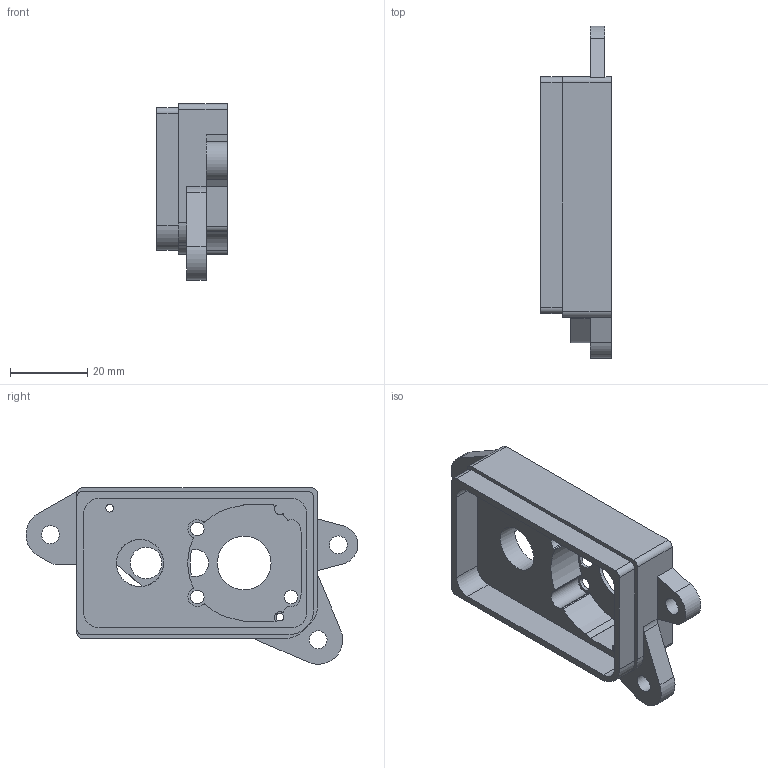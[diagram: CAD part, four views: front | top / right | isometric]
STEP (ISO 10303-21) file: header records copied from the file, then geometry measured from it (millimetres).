
FILE_DESCRIPTION(/* description */ (''),/* implementation_level */ '2;1');
FILE_NAME(/* name */ 'Intake motor mount.step',/* time_stamp */ '2024-06-27T21:55:13-05:00',/* author */ (''),/* organization */ (''),/* preprocessor_version */ 'ST-DEVELOPER v20',/* originating_system */ 'Autodesk Translation Framework v13.14.0.145',/* authorisation */ '');
FILE_SCHEMA (('AUTOMOTIVE_DESIGN { 1 0 10303 214 3 1 1 }'));
Length unit declared in the file: inch
Products named in the file (1): Intake Motor Mount
Bounding box: 18.36 x 85.98 x 45.7 mm (x, y, z)
Volume: 19703.1 mm3; surface area: 11997.6 mm2
Topology: 1 solids, 1 shells, 123 faces, 354 edges, 235 vertices
Faces by surface type: cylinder 60, plane 49, bspline 14
Full cylindrical faces by diameter (mm): 2 x2, 3.5 x3, 4.623 x3, 8.2 x1, 12.228 x1, 13.9 x1
Entity records: 4276 total; most frequent: CARTESIAN_POINT 871, DIRECTION 710, ORIENTED_EDGE 708, EDGE_CURVE 354, AXIS2_PLACEMENT_3D 254, VERTEX_POINT 235, LINE 202, VECTOR 202
